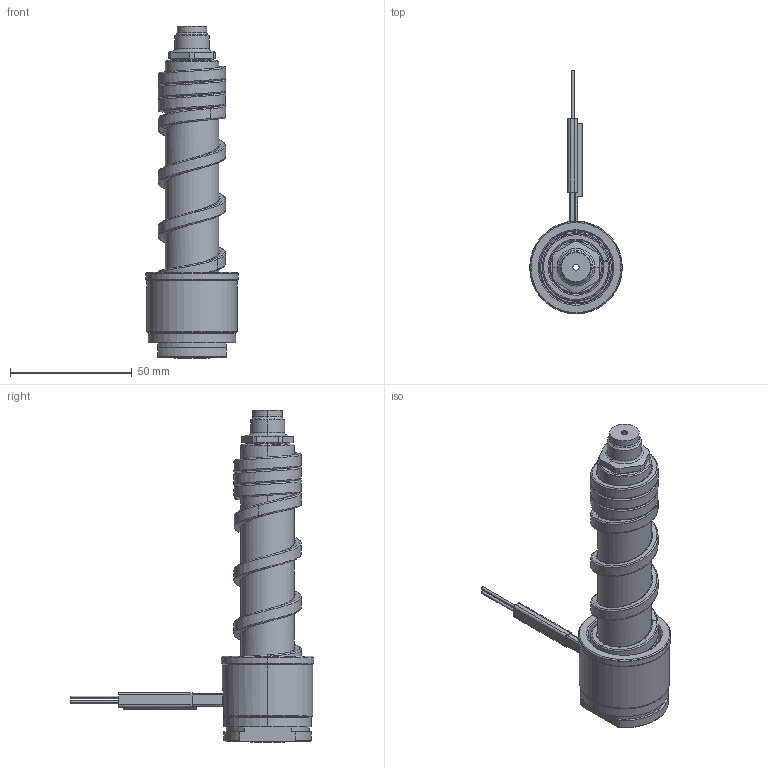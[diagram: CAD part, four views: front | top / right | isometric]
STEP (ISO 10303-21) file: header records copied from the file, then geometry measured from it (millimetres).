
FILE_DESCRIPTION((''),'2;1');
FILE_NAME('LS-136-AEM-N','2014-02-18T',('Íàòàëüÿ'),('IMID'),'PRO/ENGINEER BY PARAMETRIC TECHNOLOGY CORPORATION, 2010480','PRO/ENGINEER BY PARAMETRIC TECHNOLOGY CORPORATION, 2010480','');
FILE_SCHEMA(('CONFIG_CONTROL_DESIGN'));
Length unit declared in the file: millimetre
Products named in the file (1): LS-136-AEM-N
Bounding box: 38 x 100 x 136.2 mm (x, y, z)
Volume: 67818.9 mm3; surface area: 31040.1 mm2
Topology: 1 solids, 7 shells, 298 faces, 755 edges, 451 vertices
Faces by surface type: cylinder 98, bspline 54, cone 52, plane 48, torus 27, revolution 9, extrusion 8, sphere 2
Entity records: 17536 total; most frequent: CARTESIAN_POINT 10727, ORIENTED_EDGE 1470, DIRECTION 1305, EDGE_CURVE 747, AXIS2_PLACEMENT_3D 513, VERTEX_POINT 451, EDGE_LOOP 320, FACE_OUTER_BOUND 298
